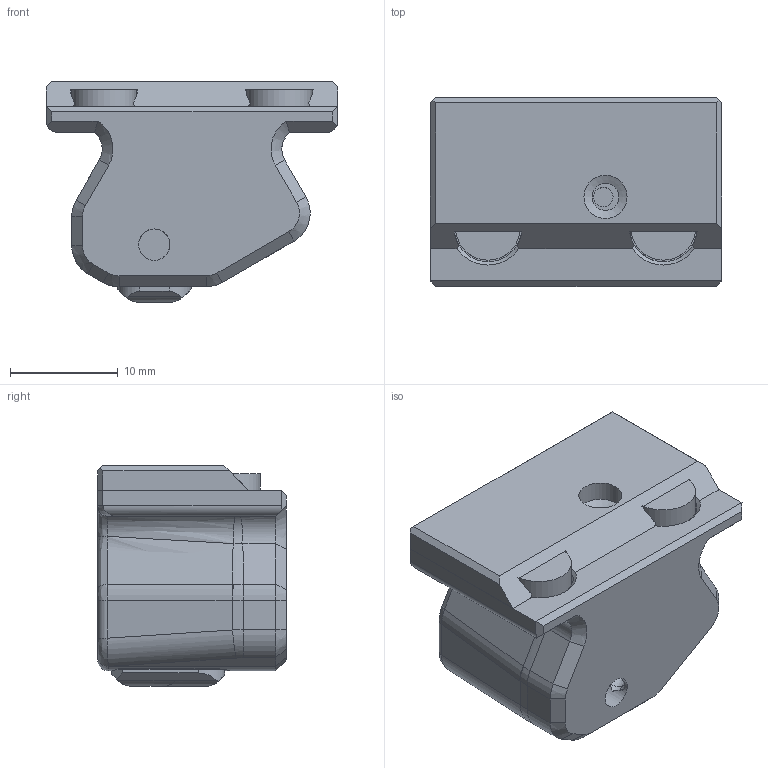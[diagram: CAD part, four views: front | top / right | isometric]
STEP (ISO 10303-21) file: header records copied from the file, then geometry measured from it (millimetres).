
FILE_DESCRIPTION(/* description */ (''),/* implementation_level */ '2;1');
FILE_NAME(/* name */ 'UKNF screwpin.step',/* time_stamp */ '2022-06-07T17:34:16-07:00',/* author */ (''),/* organization */ (''),/* preprocessor_version */ 'ST-DEVELOPER v19',/* originating_system */ 'Autodesk Translation Framework v11.7.0.108',/* authorisation */ '');
FILE_SCHEMA (('AUTOMOTIVE_DESIGN { 1 0 10303 214 3 1 1 }'));
Length unit declared in the file: millimetre
Products named in the file (3): screwpin; magnets (1); pin (1)
Assembly tree (2 placements, depth 2):
  screwpin
    magnets (1)
    pin (1)
Bounding box: 27 x 17.5 x 20.47 mm (x, y, z)
Volume: 5329.9 mm3; surface area: 5207.8 mm2
Topology: 7 solids, 7 shells, 269 faces, 699 edges, 446 vertices
Faces by surface type: plane 122, cylinder 76, bspline 42, cone 17, torus 9, sphere 3
Full cylindrical faces by diameter (mm): 1.8 x1, 2.5 x1, 2.9 x1, 3 x1, 4 x1, 6 x4, 6.3 x4
Entity records: 12656 total; most frequent: CARTESIAN_POINT 6175, ORIENTED_EDGE 1398, DIRECTION 1238, EDGE_CURVE 699, VERTEX_POINT 446, AXIS2_PLACEMENT_3D 442, LINE 354, VECTOR 354
